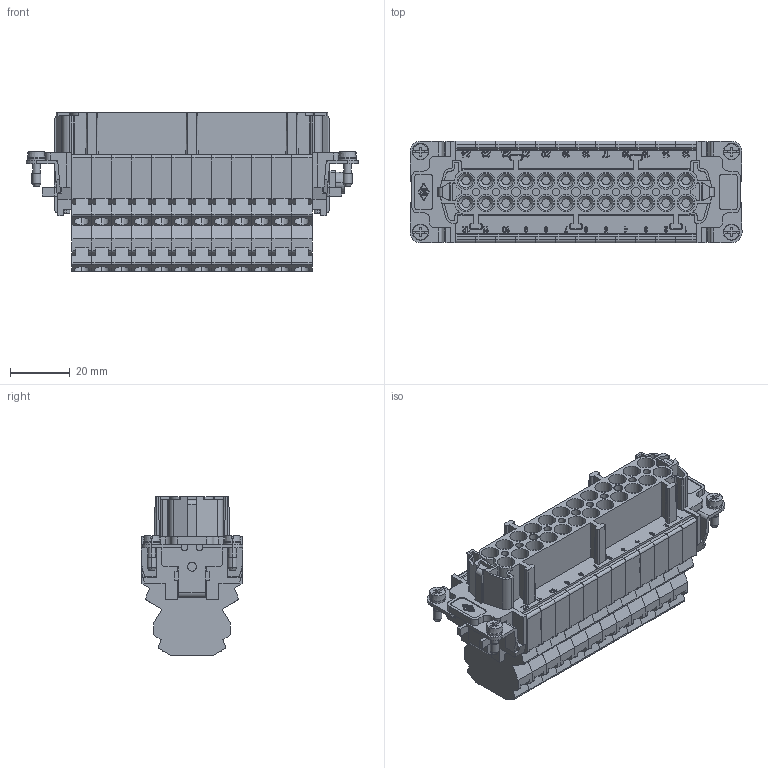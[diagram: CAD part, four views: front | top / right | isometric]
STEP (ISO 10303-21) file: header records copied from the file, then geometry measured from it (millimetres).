
FILE_DESCRIPTION(('Creo Elements/Direct Modeling STEP Export'),'2;1');
FILE_NAME('CSSF 24.stp','2014-01-08T12:11:31',(''),(''),'Creo Elements/Direct Modeling STEP processor for AP214 (Solid Model)','Creo Elements/Direct Modeling 18.0B 02-Dec-2011 (C) Parametric Technology GmbH','');
FILE_SCHEMA(('AUTOMOTIVE_DESIGN { 1 0 10303 214 1 1 1 1 }'));
Products named in the file (4): CORPO; PIAST_1; PIAST_2; CSSF_24
Assembly tree (3 placements, depth 2):
  CSSF_24
    PIAST_2
    PIAST_1
    CORPO
Bounding box: 111.2 x 34 x 53.2 mm (x, y, z)
Volume: 96593.4 mm3; surface area: 63786.3 mm2
Topology: 3 solids, 3 shells, 5434 faces, 15386 edges, 10176 vertices
Faces by surface type: plane 4647, cylinder 575, cone 208, sphere 4
Entity records: 206506 total; most frequent: CARTESIAN_POINT 49019, ORIENTED_EDGE 30764, DIRECTION 26304, EDGE_CURVE 15382, VECTOR 13502, LINE 13502, VERTEX_POINT 10176, AXIS2_PLACEMENT_3D 6401
